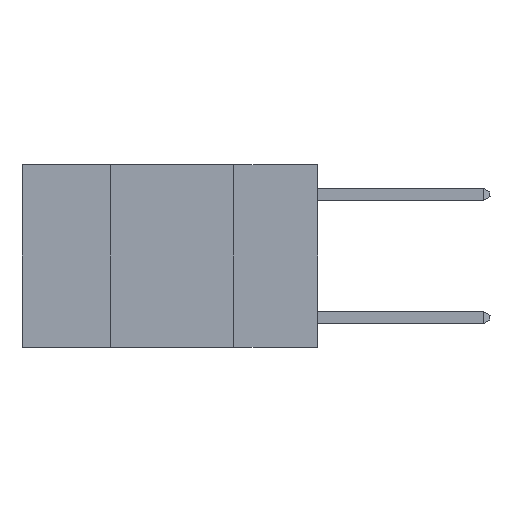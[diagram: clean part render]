
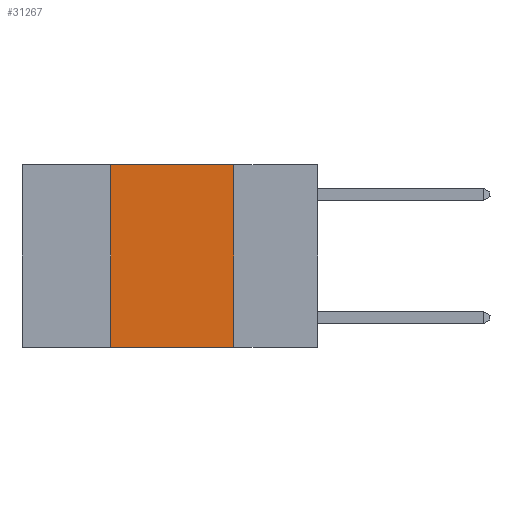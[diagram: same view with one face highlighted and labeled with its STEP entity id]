
A CAD part, left-side view. The second image highlights one B-rep face of the part: STEP entity #31267.
In plain terms, the highlighted planar face has unit normal (-1, 0, 0).
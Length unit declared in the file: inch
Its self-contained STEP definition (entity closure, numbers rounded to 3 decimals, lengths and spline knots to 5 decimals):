
#1363 = CARTESIAN_POINT ( 'NONE',  ( 0., 0.42, 0. ) ) ;
#3163 = VECTOR ( 'NONE', #25501, 39.37008 ) ;
#3596 = LINE ( 'NONE', #1363, #13309 ) ;
#3772 = CARTESIAN_POINT ( 'NONE',  ( 0., 0.42, 0. ) ) ;
#5817 = CARTESIAN_POINT ( 'NONE',  ( 0., 0.17, 0. ) ) ;
#5966 = DIRECTION ( 'NONE',  ( 0., 0., -1. ) ) ;
#6045 = EDGE_CURVE ( 'NONE', #8956, #6463, #23464, .T. ) ;
#6463 = VERTEX_POINT ( 'NONE', #30663 ) ;
#6909 = EDGE_LOOP ( 'NONE', ( #9478, #11762, #16171, #8621 ) ) ;
#8354 = CARTESIAN_POINT ( 'NONE',  ( 0., 0.6, -0.37 ) ) ;
#8621 = ORIENTED_EDGE ( 'NONE', *, *, #14422, .T. ) ;
#8717 = DIRECTION ( 'NONE',  ( 0., 0., 1. ) ) ;
#8730 = FACE_OUTER_BOUND ( 'NONE', #6909, .T. ) ;
#8890 = DIRECTION ( 'NONE',  ( 0., -1., 0. ) ) ;
#8956 = VERTEX_POINT ( 'NONE', #3772 ) ;
#9478 = ORIENTED_EDGE ( 'NONE', *, *, #25790, .F. ) ;
#11099 = LINE ( 'NONE', #5817, #21959 ) ;
#11762 = ORIENTED_EDGE ( 'NONE', *, *, #6045, .F. ) ;
#11917 = AXIS2_PLACEMENT_3D ( 'NONE', #28446, #21069, #30877 ) ;
#12148 = CARTESIAN_POINT ( 'NONE',  ( 0., 0.42, -0.37 ) ) ;
#13309 = VECTOR ( 'NONE', #8717, 39.37008 ) ;
#13550 = CARTESIAN_POINT ( 'NONE',  ( 0., 0.6, 0. ) ) ;
#14422 = EDGE_CURVE ( 'NONE', #29194, #25003, #20525, .T. ) ;
#16171 = ORIENTED_EDGE ( 'NONE', *, *, #28310, .F. ) ;
#19777 = VECTOR ( 'NONE', #8890, 39.37008 ) ;
#20525 = LINE ( 'NONE', #8354, #3163 ) ;
#21069 = DIRECTION ( 'NONE',  ( 1., 0., 0. ) ) ;
#21959 = VECTOR ( 'NONE', #5966, 39.37008 ) ;
#23138 = PLANE ( 'NONE',  #11917 ) ;
#23464 = LINE ( 'NONE', #13550, #19777 ) ;
#23710 = CARTESIAN_POINT ( 'NONE',  ( 0., 0.17, -0.37 ) ) ;
#25003 = VERTEX_POINT ( 'NONE', #23710 ) ;
#25501 = DIRECTION ( 'NONE',  ( 0., -1., 0. ) ) ;
#25790 = EDGE_CURVE ( 'NONE', #6463, #25003, #11099, .T. ) ;
#28310 = EDGE_CURVE ( 'NONE', #29194, #8956, #3596, .T. ) ;
#28446 = CARTESIAN_POINT ( 'NONE',  ( 0., 0.6, 0. ) ) ;
#29194 = VERTEX_POINT ( 'NONE', #12148 ) ;
#30663 = CARTESIAN_POINT ( 'NONE',  ( 0., 0.17, 0. ) ) ;
#30877 = DIRECTION ( 'NONE',  ( 0., 0., -1. ) ) ;
#31267 = ADVANCED_FACE ( 'NONE', ( #8730 ), #23138, .F. ) ;
